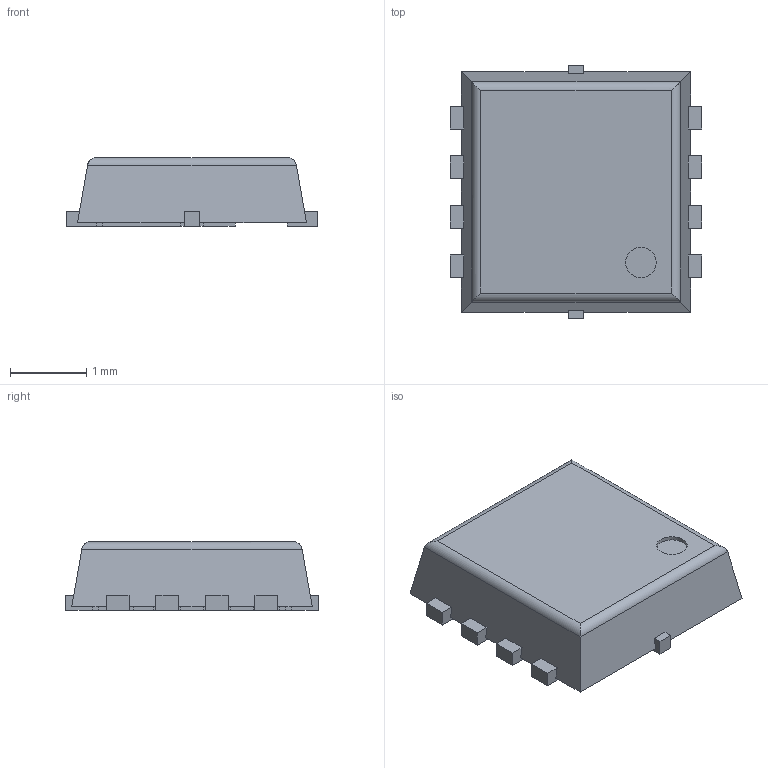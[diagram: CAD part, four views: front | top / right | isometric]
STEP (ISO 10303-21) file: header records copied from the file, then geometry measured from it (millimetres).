
FILE_DESCRIPTION(/* description */ (''),/* implementation_level */ '2;1');
FILE_NAME(/* name */ '5f39f1b7f979f011d0de01ed',/* time_stamp */ '2020-08-17T02:55:51+00:00',/* author */ (''),/* organization */ (''),/* preprocessor_version */ 'ST-DEVELOPER v16.7',/* originating_system */ $,/* authorisation */ $);
FILE_SCHEMA (('AUTOMOTIVE_DESIGN {1 0 10303 214 3 1 1}'));
Length unit declared in the file: metre
Products named in the file (1): Part 1
Bounding box: 3.3 x 3.31 x 0.9 mm (x, y, z)
Volume: 7.6 mm3; surface area: 29.2 mm2
Topology: 1 solids, 1 shells, 98 faces, 281 edges, 186 vertices
Faces by surface type: plane 93, cylinder 5
Full cylindrical faces by diameter (mm): 0.4 x1
Entity records: 3852 total; most frequent: CARTESIAN_POINT 565, ORIENTED_EDGE 560, DIRECTION 484, EDGE_CURVE 280, LINE 274, VECTOR 274, VERTEX_POINT 186, AXIS2_PLACEMENT_3D 105
